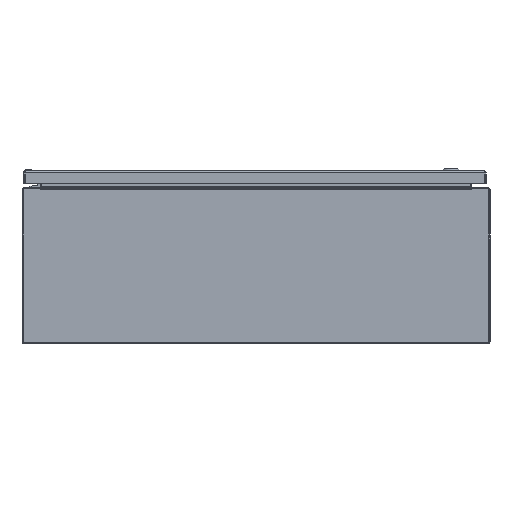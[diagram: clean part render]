
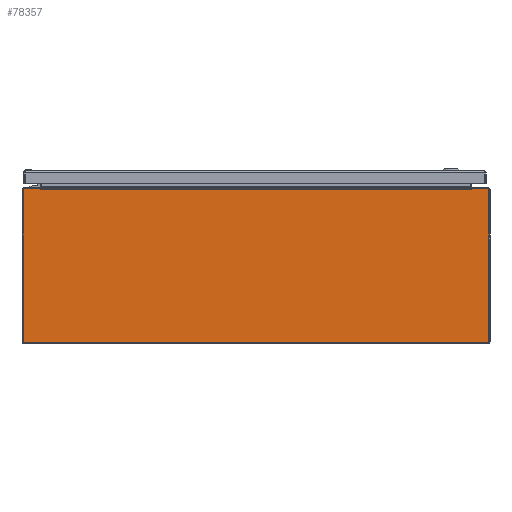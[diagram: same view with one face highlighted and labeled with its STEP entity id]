
A CAD part, front view. The second image highlights one B-rep face of the part: STEP entity #78357.
In plain terms, the highlighted planar face has unit normal (0, -1, 0).
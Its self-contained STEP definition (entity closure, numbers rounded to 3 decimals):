
#668 = DIRECTION ( 'NONE',  ( 0., 0., -1. ) ) ;
#4683 = VERTEX_POINT ( 'NONE', #78888 ) ;
#6163 = VECTOR ( 'NONE', #668, 39.37 ) ;
#6440 = ORIENTED_EDGE ( 'NONE', *, *, #110982, .T. ) ;
#8124 = EDGE_CURVE ( 'NONE', #61943, #31699, #127573, .T. ) ;
#8782 = VERTEX_POINT ( 'NONE', #127686 ) ;
#9464 = CARTESIAN_POINT ( 'NONE',  ( 0., -18., 4.937 ) ) ;
#10526 = VERTEX_POINT ( 'NONE', #88397 ) ;
#10687 = VECTOR ( 'NONE', #122968, 39.37 ) ;
#14499 = VECTOR ( 'NONE', #31789, 39.37 ) ;
#16187 = ORIENTED_EDGE ( 'NONE', *, *, #131350, .T. ) ;
#17312 = CIRCLE ( 'NONE', #26184, 0.08 ) ;
#17392 = CARTESIAN_POINT ( 'NONE',  ( 13.828, -18., 4.937 ) ) ;
#18482 = LINE ( 'NONE', #9464, #122181 ) ;
#19922 = PLANE ( 'NONE',  #91371 ) ;
#19974 = DIRECTION ( 'NONE',  ( 0., 0., 1. ) ) ;
#21823 = AXIS2_PLACEMENT_3D ( 'NONE', #116291, #64563, #128693 ) ;
#22071 = CARTESIAN_POINT ( 'NONE',  ( -14.937, -18., 0. ) ) ;
#24325 = DIRECTION ( 'NONE',  ( 0., -1., 0. ) ) ;
#25549 = CARTESIAN_POINT ( 'NONE',  ( -14.937, -18., 4.857 ) ) ;
#26184 = AXIS2_PLACEMENT_3D ( 'NONE', #127060, #24325, #53288 ) ;
#27217 = EDGE_CURVE ( 'NONE', #68578, #38767, #38857, .T. ) ;
#27420 = ORIENTED_EDGE ( 'NONE', *, *, #67037, .T. ) ;
#28866 = CARTESIAN_POINT ( 'NONE',  ( -14.857, -18., -4.937 ) ) ;
#29102 = DIRECTION ( 'NONE',  ( -1., 0., 0. ) ) ;
#29287 = CARTESIAN_POINT ( 'NONE',  ( -13.798, -18., 4.855 ) ) ;
#29644 = CARTESIAN_POINT ( 'NONE',  ( 14.937, -18., 0. ) ) ;
#31187 = ORIENTED_EDGE ( 'NONE', *, *, #101736, .T. ) ;
#31699 = VERTEX_POINT ( 'NONE', #52836 ) ;
#31789 = DIRECTION ( 'NONE',  ( 1., 0., 0. ) ) ;
#32994 = DIRECTION ( 'NONE',  ( 0., -1., 0. ) ) ;
#33149 = VERTEX_POINT ( 'NONE', #83448 ) ;
#34288 = VECTOR ( 'NONE', #29102, 39.37 ) ;
#34651 = ORIENTED_EDGE ( 'NONE', *, *, #125175, .T. ) ;
#35627 = DIRECTION ( 'NONE',  ( 0., 0., -1. ) ) ;
#35875 = ORIENTED_EDGE ( 'NONE', *, *, #52957, .T. ) ;
#38767 = VERTEX_POINT ( 'NONE', #119421 ) ;
#38857 = LINE ( 'NONE', #80887, #10687 ) ;
#38872 = CARTESIAN_POINT ( 'NONE',  ( -14.857, -18., 4.857 ) ) ;
#39007 = VERTEX_POINT ( 'NONE', #41987 ) ;
#39762 = DIRECTION ( 'NONE',  ( -1., 0., 0. ) ) ;
#40898 = DIRECTION ( 'NONE',  ( 0., 0., -1. ) ) ;
#41987 = CARTESIAN_POINT ( 'NONE',  ( 14.857, -18., -4.937 ) ) ;
#42418 = ORIENTED_EDGE ( 'NONE', *, *, #91017, .T. ) ;
#42870 = ORIENTED_EDGE ( 'NONE', *, *, #75291, .T. ) ;
#43522 = CARTESIAN_POINT ( 'NONE',  ( 0., -18., -4.937 ) ) ;
#43792 = VERTEX_POINT ( 'NONE', #122269 ) ;
#45662 = VECTOR ( 'NONE', #114933, 39.37 ) ;
#45682 = VERTEX_POINT ( 'NONE', #29287 ) ;
#47100 = ORIENTED_EDGE ( 'NONE', *, *, #8124, .T. ) ;
#47876 = CIRCLE ( 'NONE', #100702, 0.08 ) ;
#51161 = CARTESIAN_POINT ( 'NONE',  ( 13.806, -18., 4.855 ) ) ;
#52836 = CARTESIAN_POINT ( 'NONE',  ( -14.937, -18., -4.857 ) ) ;
#52957 = EDGE_CURVE ( 'NONE', #64693, #68578, #47876, .T. ) ;
#53288 = DIRECTION ( 'NONE',  ( 0., 0., -1. ) ) ;
#57663 = CARTESIAN_POINT ( 'NONE',  ( 14.857, -18., 4.857 ) ) ;
#60392 = CARTESIAN_POINT ( 'NONE',  ( 0., -18., 4.855 ) ) ;
#61069 = LINE ( 'NONE', #60392, #123961 ) ;
#61943 = VERTEX_POINT ( 'NONE', #25549 ) ;
#63637 = VECTOR ( 'NONE', #19974, 39.37 ) ;
#64563 = DIRECTION ( 'NONE',  ( 0., -1., 0. ) ) ;
#64684 = FACE_OUTER_BOUND ( 'NONE', #98983, .T. ) ;
#64693 = VERTEX_POINT ( 'NONE', #112550 ) ;
#64858 = LINE ( 'NONE', #43522, #14499 ) ;
#67037 = EDGE_CURVE ( 'NONE', #104449, #39007, #64858, .T. ) ;
#67335 = DIRECTION ( 'NONE',  ( 0., -1., 0. ) ) ;
#68559 = EDGE_CURVE ( 'NONE', #10526, #45682, #83895, .T. ) ;
#68578 = VERTEX_POINT ( 'NONE', #116976 ) ;
#71908 = DIRECTION ( 'NONE',  ( 0., -1., 0. ) ) ;
#72988 = DIRECTION ( 'NONE',  ( 0., 0., -1. ) ) ;
#73647 = CARTESIAN_POINT ( 'NONE',  ( 0., -18., 0. ) ) ;
#75291 = EDGE_CURVE ( 'NONE', #38767, #43792, #111872, .T. ) ;
#76088 = ORIENTED_EDGE ( 'NONE', *, *, #119227, .T. ) ;
#78357 = ADVANCED_FACE ( 'NONE', ( #64684 ), #19922, .T. ) ;
#78888 = CARTESIAN_POINT ( 'NONE',  ( 14.937, -18., -4.857 ) ) ;
#79069 = EDGE_CURVE ( 'NONE', #43792, #10526, #102182, .T. ) ;
#80887 = CARTESIAN_POINT ( 'NONE',  ( 0., -18., 4.937 ) ) ;
#82314 = ORIENTED_EDGE ( 'NONE', *, *, #117631, .T. ) ;
#83448 = CARTESIAN_POINT ( 'NONE',  ( -14.857, -18., 4.937 ) ) ;
#83895 = LINE ( 'NONE', #84558, #45662 ) ;
#84558 = CARTESIAN_POINT ( 'NONE',  ( 0., -18., 4.855 ) ) ;
#85602 = ORIENTED_EDGE ( 'NONE', *, *, #27217, .T. ) ;
#88397 = CARTESIAN_POINT ( 'NONE',  ( 13.798, -18., 4.855 ) ) ;
#91017 = EDGE_CURVE ( 'NONE', #39007, #4683, #107764, .T. ) ;
#91105 = ORIENTED_EDGE ( 'NONE', *, *, #68559, .T. ) ;
#91371 = AXIS2_PLACEMENT_3D ( 'NONE', #73647, #32994, #72988 ) ;
#98983 = EDGE_LOOP ( 'NONE', ( #76088, #34651, #47100, #16187, #27420, #42418, #82314, #35875, #85602, #42870, #121114, #91105, #31187, #6440 ) ) ;
#100702 = AXIS2_PLACEMENT_3D ( 'NONE', #57663, #67335, #35627 ) ;
#101507 = DIRECTION ( 'NONE',  ( -0.174, 0., -0.985 ) ) ;
#101736 = EDGE_CURVE ( 'NONE', #45682, #8782, #61069, .T. ) ;
#102182 = LINE ( 'NONE', #51161, #34288 ) ;
#103128 = DIRECTION ( 'NONE',  ( -0.174, 0., 0.985 ) ) ;
#104449 = VERTEX_POINT ( 'NONE', #28866 ) ;
#105149 = LINE ( 'NONE', #125197, #107263 ) ;
#106020 = VECTOR ( 'NONE', #101507, 39.37 ) ;
#107263 = VECTOR ( 'NONE', #103128, 39.37 ) ;
#107296 = CARTESIAN_POINT ( 'NONE',  ( -13.828, -18., 4.937 ) ) ;
#107601 = VERTEX_POINT ( 'NONE', #107296 ) ;
#107764 = CIRCLE ( 'NONE', #21823, 0.08 ) ;
#110982 = EDGE_CURVE ( 'NONE', #8782, #107601, #105149, .T. ) ;
#111516 = CIRCLE ( 'NONE', #118111, 0.08 ) ;
#111872 = LINE ( 'NONE', #17392, #106020 ) ;
#112550 = CARTESIAN_POINT ( 'NONE',  ( 14.937, -18., 4.857 ) ) ;
#114933 = DIRECTION ( 'NONE',  ( -1., 0., 0. ) ) ;
#116291 = CARTESIAN_POINT ( 'NONE',  ( 14.857, -18., -4.857 ) ) ;
#116976 = CARTESIAN_POINT ( 'NONE',  ( 14.857, -18., 4.937 ) ) ;
#117631 = EDGE_CURVE ( 'NONE', #4683, #64693, #134500, .T. ) ;
#118111 = AXIS2_PLACEMENT_3D ( 'NONE', #38872, #71908, #40898 ) ;
#119227 = EDGE_CURVE ( 'NONE', #107601, #33149, #18482, .T. ) ;
#119421 = CARTESIAN_POINT ( 'NONE',  ( 13.828, -18., 4.937 ) ) ;
#121114 = ORIENTED_EDGE ( 'NONE', *, *, #79069, .T. ) ;
#122181 = VECTOR ( 'NONE', #135046, 39.37 ) ;
#122269 = CARTESIAN_POINT ( 'NONE',  ( 13.814, -18., 4.855 ) ) ;
#122968 = DIRECTION ( 'NONE',  ( -1., 0., 0. ) ) ;
#123961 = VECTOR ( 'NONE', #39762, 39.37 ) ;
#125175 = EDGE_CURVE ( 'NONE', #33149, #61943, #111516, .T. ) ;
#125197 = CARTESIAN_POINT ( 'NONE',  ( -13.814, -18., 4.855 ) ) ;
#127060 = CARTESIAN_POINT ( 'NONE',  ( -14.857, -18., -4.857 ) ) ;
#127573 = LINE ( 'NONE', #22071, #6163 ) ;
#127686 = CARTESIAN_POINT ( 'NONE',  ( -13.814, -18., 4.855 ) ) ;
#128693 = DIRECTION ( 'NONE',  ( 0., 0., -1. ) ) ;
#131350 = EDGE_CURVE ( 'NONE', #31699, #104449, #17312, .T. ) ;
#134500 = LINE ( 'NONE', #29644, #63637 ) ;
#135046 = DIRECTION ( 'NONE',  ( -1., 0., 0. ) ) ;
